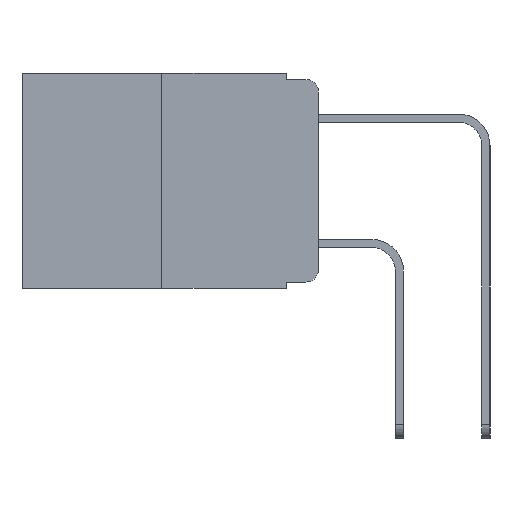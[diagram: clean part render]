
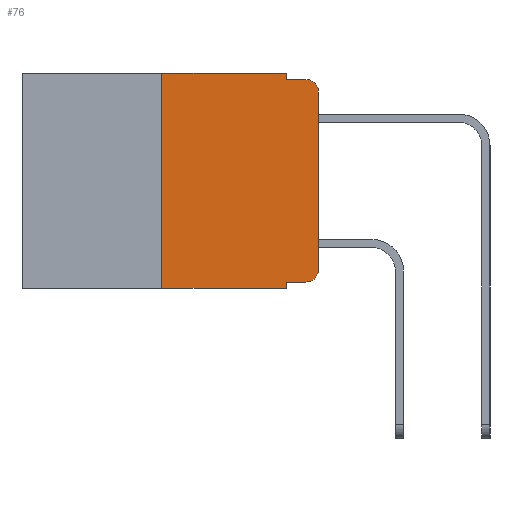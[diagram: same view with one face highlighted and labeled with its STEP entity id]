
A CAD part, left-side view. The second image highlights one B-rep face of the part: STEP entity #76.
In plain terms, the highlighted planar face has unit normal (-1, 0, 0).
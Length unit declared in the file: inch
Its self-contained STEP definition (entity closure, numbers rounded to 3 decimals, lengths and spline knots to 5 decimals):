
#29 = VECTOR ( 'NONE', #6445, 39.37008 ) ;
#76 = ADVANCED_FACE ( 'NONE', ( #2904 ), #11479, .F. ) ;
#115 = CARTESIAN_POINT ( 'NONE',  ( 0., 0.051, -0.343 ) ) ;
#151 = CIRCLE ( 'NONE', #1399, 0.02 ) ;
#399 = DIRECTION ( 'NONE',  ( 0., 0., -1. ) ) ;
#612 = VERTEX_POINT ( 'NONE', #13120 ) ;
#760 = AXIS2_PLACEMENT_3D ( 'NONE', #16440, #8838, #1120 ) ;
#790 = ORIENTED_EDGE ( 'NONE', *, *, #14850, .T. ) ;
#831 = EDGE_CURVE ( 'NONE', #13269, #14754, #11317, .T. ) ;
#1120 = DIRECTION ( 'NONE',  ( 0., 0., -1. ) ) ;
#1158 = ORIENTED_EDGE ( 'NONE', *, *, #5862, .F. ) ;
#1193 = ORIENTED_EDGE ( 'NONE', *, *, #1384, .T. ) ;
#1384 = EDGE_CURVE ( 'NONE', #3275, #10432, #13901, .T. ) ;
#1399 = AXIS2_PLACEMENT_3D ( 'NONE', #4395, #13383, #5696 ) ;
#2412 = ORIENTED_EDGE ( 'NONE', *, *, #15091, .T. ) ;
#2501 = CARTESIAN_POINT ( 'NONE',  ( 0., 0.473, -0.343 ) ) ;
#2550 = CARTESIAN_POINT ( 'NONE',  ( 0., 0.473, 0. ) ) ;
#2633 = VECTOR ( 'NONE', #11471, 39.37008 ) ;
#2904 = FACE_OUTER_BOUND ( 'NONE', #12872, .T. ) ;
#2938 = ORIENTED_EDGE ( 'NONE', *, *, #6351, .F. ) ;
#3039 = LINE ( 'NONE', #7624, #2633 ) ;
#3275 = VERTEX_POINT ( 'NONE', #15910 ) ;
#3505 = CARTESIAN_POINT ( 'NONE',  ( 0., 0.02, -0.01 ) ) ;
#3653 = VECTOR ( 'NONE', #5345, 39.37008 ) ;
#3781 = DIRECTION ( 'NONE',  ( 0., -1., 0. ) ) ;
#4204 = ORIENTED_EDGE ( 'NONE', *, *, #9812, .F. ) ;
#4278 = LINE ( 'NONE', #2550, #29 ) ;
#4395 = CARTESIAN_POINT ( 'NONE',  ( 0., 0.02, -0.313 ) ) ;
#4653 = VERTEX_POINT ( 'NONE', #115 ) ;
#4832 = EDGE_CURVE ( 'NONE', #9442, #3275, #151, .T. ) ;
#5036 = VECTOR ( 'NONE', #9181, 39.37008 ) ;
#5102 = ORIENTED_EDGE ( 'NONE', *, *, #4832, .T. ) ;
#5169 = CARTESIAN_POINT ( 'NONE',  ( 0., 0.051, -0.01 ) ) ;
#5324 = CARTESIAN_POINT ( 'NONE',  ( 0., 0., 0. ) ) ;
#5345 = DIRECTION ( 'NONE',  ( 0., 0., 1. ) ) ;
#5515 = DIRECTION ( 'NONE',  ( 0., 0., -1. ) ) ;
#5696 = DIRECTION ( 'NONE',  ( 0., 0., -1. ) ) ;
#5862 = EDGE_CURVE ( 'NONE', #612, #8357, #4278, .T. ) ;
#6351 = EDGE_CURVE ( 'NONE', #7728, #612, #3039, .T. ) ;
#6445 = DIRECTION ( 'NONE',  ( 0., -1., 0. ) ) ;
#6630 = ORIENTED_EDGE ( 'NONE', *, *, #831, .F. ) ;
#7121 = EDGE_CURVE ( 'NONE', #9767, #4653, #8464, .T. ) ;
#7398 = LINE ( 'NONE', #10622, #13411 ) ;
#7617 = AXIS2_PLACEMENT_3D ( 'NONE', #14562, #14523, #399 ) ;
#7624 = CARTESIAN_POINT ( 'NONE',  ( 0., 0.25, 0. ) ) ;
#7728 = VERTEX_POINT ( 'NONE', #8786 ) ;
#7770 = EDGE_CURVE ( 'NONE', #10432, #14754, #15804, .T. ) ;
#8357 = VERTEX_POINT ( 'NONE', #14061 ) ;
#8464 = LINE ( 'NONE', #13027, #5036 ) ;
#8786 = CARTESIAN_POINT ( 'NONE',  ( 0., 0.25, -0.343 ) ) ;
#8838 = DIRECTION ( 'NONE',  ( -1., 0., 0. ) ) ;
#8932 = ORIENTED_EDGE ( 'NONE', *, *, #7121, .F. ) ;
#9181 = DIRECTION ( 'NONE',  ( 0., 0., -1. ) ) ;
#9382 = DIRECTION ( 'NONE',  ( 0., -1., 0. ) ) ;
#9442 = VERTEX_POINT ( 'NONE', #13707 ) ;
#9767 = VERTEX_POINT ( 'NONE', #14360 ) ;
#9812 = EDGE_CURVE ( 'NONE', #8357, #13269, #7398, .T. ) ;
#10303 = ORIENTED_EDGE ( 'NONE', *, *, #7770, .T. ) ;
#10432 = VERTEX_POINT ( 'NONE', #11948 ) ;
#10622 = CARTESIAN_POINT ( 'NONE',  ( 0., 0.051, 0. ) ) ;
#10704 = CARTESIAN_POINT ( 'NONE',  ( 0., 0.051, -0.333 ) ) ;
#10940 = VECTOR ( 'NONE', #15683, 39.37008 ) ;
#11280 = LINE ( 'NONE', #10704, #14276 ) ;
#11317 = LINE ( 'NONE', #5169, #10940 ) ;
#11471 = DIRECTION ( 'NONE',  ( 0., 0., 1. ) ) ;
#11479 = PLANE ( 'NONE',  #7617 ) ;
#11493 = LINE ( 'NONE', #2501, #14483 ) ;
#11781 = CARTESIAN_POINT ( 'NONE',  ( 0., 0.051, -0.01 ) ) ;
#11948 = CARTESIAN_POINT ( 'NONE',  ( 0., 0., -0.03 ) ) ;
#12872 = EDGE_LOOP ( 'NONE', ( #1193, #10303, #6630, #4204, #1158, #2938, #790, #8932, #2412, #5102 ) ) ;
#13027 = CARTESIAN_POINT ( 'NONE',  ( 0., 0.051, 0. ) ) ;
#13120 = CARTESIAN_POINT ( 'NONE',  ( 0., 0.25, 0. ) ) ;
#13269 = VERTEX_POINT ( 'NONE', #11781 ) ;
#13383 = DIRECTION ( 'NONE',  ( -1., 0., 0. ) ) ;
#13411 = VECTOR ( 'NONE', #5515, 39.37008 ) ;
#13707 = CARTESIAN_POINT ( 'NONE',  ( 0., 0.02, -0.333 ) ) ;
#13901 = LINE ( 'NONE', #5324, #3653 ) ;
#14061 = CARTESIAN_POINT ( 'NONE',  ( 0., 0.051, 0. ) ) ;
#14276 = VECTOR ( 'NONE', #9382, 39.37008 ) ;
#14360 = CARTESIAN_POINT ( 'NONE',  ( 0., 0.051, -0.333 ) ) ;
#14483 = VECTOR ( 'NONE', #3781, 39.37008 ) ;
#14523 = DIRECTION ( 'NONE',  ( 1., 0., 0. ) ) ;
#14562 = CARTESIAN_POINT ( 'NONE',  ( 0., 0.473, 0. ) ) ;
#14754 = VERTEX_POINT ( 'NONE', #3505 ) ;
#14850 = EDGE_CURVE ( 'NONE', #7728, #4653, #11493, .T. ) ;
#15091 = EDGE_CURVE ( 'NONE', #9767, #9442, #11280, .T. ) ;
#15683 = DIRECTION ( 'NONE',  ( 0., -1., 0. ) ) ;
#15804 = CIRCLE ( 'NONE', #760, 0.02 ) ;
#15910 = CARTESIAN_POINT ( 'NONE',  ( 0., 0., -0.313 ) ) ;
#16440 = CARTESIAN_POINT ( 'NONE',  ( 0., 0.02, -0.03 ) ) ;
